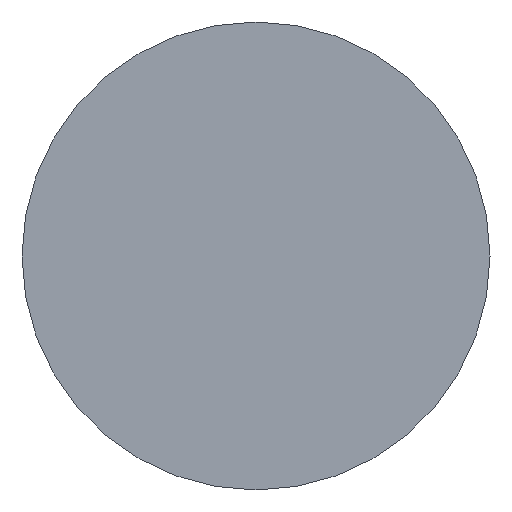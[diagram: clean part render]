
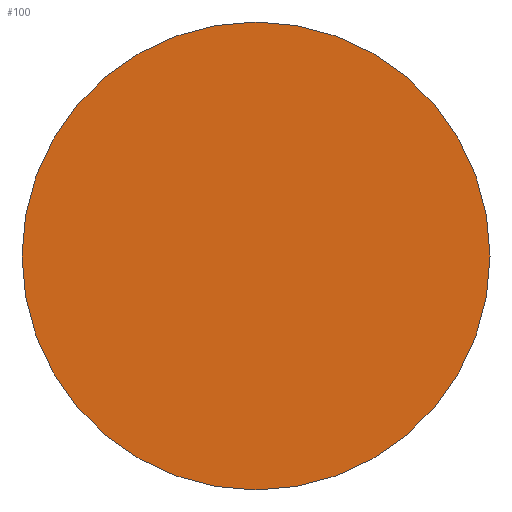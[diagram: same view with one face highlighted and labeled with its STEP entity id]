
A CAD part, left-side view. The second image highlights one B-rep face of the part: STEP entity #100.
In plain terms, the highlighted planar face has unit normal (-1, 0, 0).
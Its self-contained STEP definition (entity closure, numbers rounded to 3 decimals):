
#18 = CARTESIAN_POINT ( 'NONE',  ( 350.778, 126.8, 0. ) ) ;
#19 = EDGE_CURVE ( 'NONE', #46, #107, #103, .T. ) ;
#30 = EDGE_CURVE ( 'NONE', #107, #46, #170, .T. ) ;
#43 = AXIS2_PLACEMENT_3D ( 'NONE', #134, #50, #52 ) ;
#44 = DIRECTION ( 'NONE',  ( -1., 0., 0. ) ) ;
#46 = VERTEX_POINT ( 'NONE', #99 ) ;
#50 = DIRECTION ( 'NONE',  ( -1., 0., 0. ) ) ;
#52 = DIRECTION ( 'NONE',  ( 0., 0., 1. ) ) ;
#58 = AXIS2_PLACEMENT_3D ( 'NONE', #18, #166, #167 ) ;
#62 = CARTESIAN_POINT ( 'NONE',  ( 350.778, 126.8, 0. ) ) ;
#94 = ORIENTED_EDGE ( 'NONE', *, *, #30, .T. ) ;
#96 = AXIS2_PLACEMENT_3D ( 'NONE', #62, #44, #143 ) ;
#99 = CARTESIAN_POINT ( 'NONE',  ( 350.778, 126.8, 8. ) ) ;
#100 = ADVANCED_FACE ( 'NONE', ( #111 ), #149, .F. ) ;
#103 = CIRCLE ( 'NONE', #96, 8. ) ;
#107 = VERTEX_POINT ( 'NONE', #164 ) ;
#111 = FACE_OUTER_BOUND ( 'NONE', #184, .T. ) ;
#134 = CARTESIAN_POINT ( 'NONE',  ( 350.778, 126.8, 0. ) ) ;
#143 = DIRECTION ( 'NONE',  ( 0., 0., 1. ) ) ;
#149 = PLANE ( 'NONE',  #58 ) ;
#164 = CARTESIAN_POINT ( 'NONE',  ( 350.778, 126.8, -8. ) ) ;
#166 = DIRECTION ( 'NONE',  ( 1., 0., 0. ) ) ;
#167 = DIRECTION ( 'NONE',  ( 0., 0., -1. ) ) ;
#170 = CIRCLE ( 'NONE', #43, 8. ) ;
#180 = ORIENTED_EDGE ( 'NONE', *, *, #19, .T. ) ;
#184 = EDGE_LOOP ( 'NONE', ( #180, #94 ) ) ;
